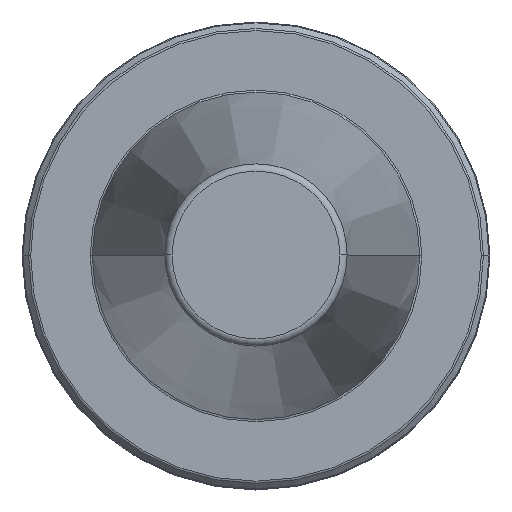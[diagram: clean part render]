
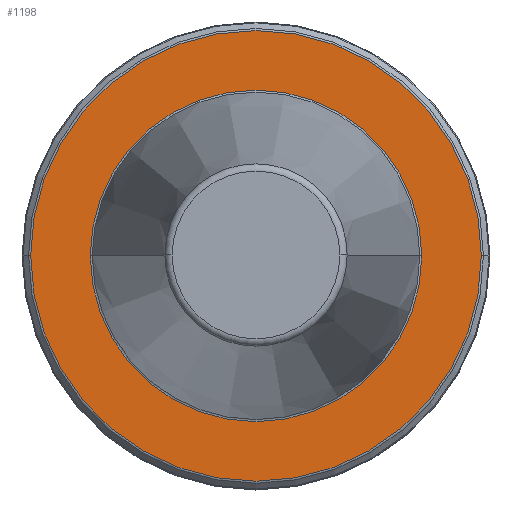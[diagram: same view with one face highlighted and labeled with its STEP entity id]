
A CAD part, top view. The second image highlights one B-rep face of the part: STEP entity #1198.
In plain terms, the highlighted planar face has unit normal (0, 0, 1).
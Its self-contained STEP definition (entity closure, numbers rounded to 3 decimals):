
#17 = CARTESIAN_POINT ( 'NONE',  ( 0., 0., -3.2 ) ) ;
#20 = FACE_BOUND ( 'NONE', #82, .T. ) ;
#33 = DIRECTION ( 'NONE',  ( 0., 0., 1. ) ) ;
#58 = AXIS2_PLACEMENT_3D ( 'NONE', #17, #33, #485 ) ;
#82 = EDGE_LOOP ( 'NONE', ( #480, #439 ) ) ;
#87 = EDGE_CURVE ( 'NONE', #562, #470, #774, .T. ) ;
#90 = CARTESIAN_POINT ( 'NONE',  ( 0., 0., -3.2 ) ) ;
#94 = DIRECTION ( 'NONE',  ( 0., 0., 1. ) ) ;
#118 = CIRCLE ( 'NONE', #527, 30.584 ) ;
#153 = AXIS2_PLACEMENT_3D ( 'NONE', #887, #174, #318 ) ;
#171 = DIRECTION ( 'NONE',  ( 1., 0., 0. ) ) ;
#174 = DIRECTION ( 'NONE',  ( 0., 0., 1. ) ) ;
#183 = CARTESIAN_POINT ( 'NONE',  ( -22.5, 0., -3.2 ) ) ;
#220 = DIRECTION ( 'NONE',  ( 1., 0., 0. ) ) ;
#318 = DIRECTION ( 'NONE',  ( 1., 0., 0. ) ) ;
#337 = FACE_OUTER_BOUND ( 'NONE', #524, .T. ) ;
#383 = EDGE_CURVE ( 'NONE', #470, #562, #520, .T. ) ;
#384 = CARTESIAN_POINT ( 'NONE',  ( 0., 0., -3.2 ) ) ;
#417 = CARTESIAN_POINT ( 'NONE',  ( 0., 0., -3.2 ) ) ;
#439 = ORIENTED_EDGE ( 'NONE', *, *, #383, .F. ) ;
#449 = EDGE_CURVE ( 'NONE', #1069, #917, #968, .T. ) ;
#470 = VERTEX_POINT ( 'NONE', #183 ) ;
#480 = ORIENTED_EDGE ( 'NONE', *, *, #87, .F. ) ;
#485 = DIRECTION ( 'NONE',  ( 1., 0., 0. ) ) ;
#520 = CIRCLE ( 'NONE', #719, 22.5 ) ;
#524 = EDGE_LOOP ( 'NONE', ( #591, #1144 ) ) ;
#527 = AXIS2_PLACEMENT_3D ( 'NONE', #90, #94, #220 ) ;
#543 = AXIS2_PLACEMENT_3D ( 'NONE', #384, #771, #171 ) ;
#562 = VERTEX_POINT ( 'NONE', #993 ) ;
#591 = ORIENTED_EDGE ( 'NONE', *, *, #746, .T. ) ;
#719 = AXIS2_PLACEMENT_3D ( 'NONE', #417, #725, #920 ) ;
#725 = DIRECTION ( 'NONE',  ( 0., 0., 1. ) ) ;
#736 = CARTESIAN_POINT ( 'NONE',  ( -30.584, 0., -3.2 ) ) ;
#746 = EDGE_CURVE ( 'NONE', #917, #1069, #118, .T. ) ;
#771 = DIRECTION ( 'NONE',  ( 0., 0., 1. ) ) ;
#774 = CIRCLE ( 'NONE', #153, 22.5 ) ;
#887 = CARTESIAN_POINT ( 'NONE',  ( 0., 0., -3.2 ) ) ;
#913 = CARTESIAN_POINT ( 'NONE',  ( 30.584, 0., -3.2 ) ) ;
#917 = VERTEX_POINT ( 'NONE', #913 ) ;
#920 = DIRECTION ( 'NONE',  ( 1., 0., 0. ) ) ;
#968 = CIRCLE ( 'NONE', #58, 30.584 ) ;
#993 = CARTESIAN_POINT ( 'NONE',  ( 22.5, 0., -3.2 ) ) ;
#1069 = VERTEX_POINT ( 'NONE', #736 ) ;
#1135 = PLANE ( 'NONE',  #543 ) ;
#1144 = ORIENTED_EDGE ( 'NONE', *, *, #449, .T. ) ;
#1198 = ADVANCED_FACE ( 'NONE', ( #337, #20 ), #1135, .T. ) ;
